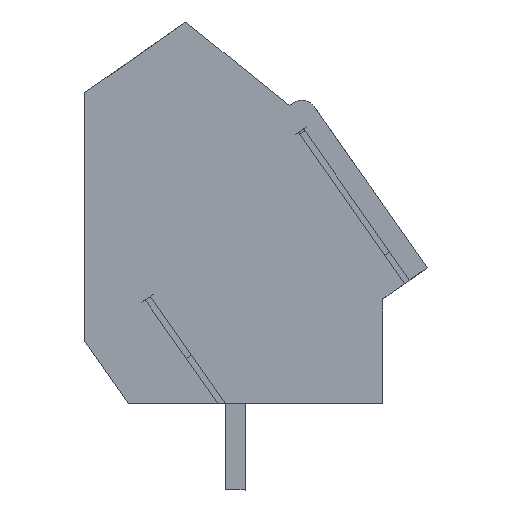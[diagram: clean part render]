
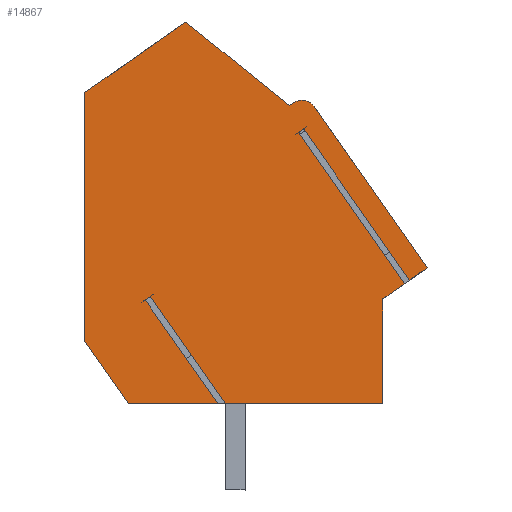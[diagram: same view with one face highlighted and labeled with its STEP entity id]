
A CAD part, left-side view. The second image highlights one B-rep face of the part: STEP entity #14867.
In plain terms, the highlighted planar face has unit normal (-1, 0, 0).
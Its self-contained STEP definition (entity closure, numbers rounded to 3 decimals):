
#14719=AXIS2_PLACEMENT_3D('Plane Axis2P3D',#14716,#14717,#14718) ;
#14739=AXIS2_PLACEMENT_3D('Circle Axis2P3D',#14737,#14738,$) ;
#14716=CARTESIAN_POINT('Axis2P3D Location',(0.,13.9,0.)) ;
#14721=CARTESIAN_POINT('Line Origine',(0.,0.358,8.767)) ;
#14725=CARTESIAN_POINT('Vertex',(0.,0.717,8.516)) ;
#14727=CARTESIAN_POINT('Vertex',(0.,0.,9.018)) ;
#14730=CARTESIAN_POINT('Line Origine',(0.,2.294,12.295)) ;
#14734=CARTESIAN_POINT('Vertex',(0.,4.589,15.572)) ;
#14737=CARTESIAN_POINT('Axis2P3D Location',(0.,5.08,15.227)) ;
#14741=CARTESIAN_POINT('Vertex',(0.,5.424,15.719)) ;
#14744=CARTESIAN_POINT('Line Origine',(0.,5.506,15.662)) ;
#14748=CARTESIAN_POINT('Vertex',(0.,5.588,15.604)) ;
#14751=CARTESIAN_POINT('Line Origine',(0.,7.696,17.302)) ;
#14755=CARTESIAN_POINT('Vertex',(0.,9.804,19.)) ;
#14758=CARTESIAN_POINT('Line Origine',(0.,11.852,17.566)) ;
#14762=CARTESIAN_POINT('Vertex',(0.,13.9,16.132)) ;
#14765=CARTESIAN_POINT('Line Origine',(0.,13.9,11.081)) ;
#14769=CARTESIAN_POINT('Vertex',(0.,13.9,6.03)) ;
#14772=CARTESIAN_POINT('Line Origine',(0.,13.014,4.765)) ;
#14776=CARTESIAN_POINT('Vertex',(0.,12.128,3.5)) ;
#14779=CARTESIAN_POINT('Line Origine',(0.,10.312,3.5)) ;
#14783=CARTESIAN_POINT('Vertex',(0.,8.496,3.5)) ;
#14786=CARTESIAN_POINT('Line Origine',(0.,9.972,5.608)) ;
#14790=CARTESIAN_POINT('Vertex',(0.,11.448,7.716)) ;
#14793=CARTESIAN_POINT('Line Origine',(0.,11.346,7.788)) ;
#14797=CARTESIAN_POINT('Vertex',(0.,11.244,7.859)) ;
#14800=CARTESIAN_POINT('Line Origine',(0.,9.718,5.68)) ;
#14804=CARTESIAN_POINT('Vertex',(0.,8.192,3.5)) ;
#14807=CARTESIAN_POINT('Line Origine',(0.,4.996,3.5)) ;
#14811=CARTESIAN_POINT('Vertex',(0.,1.8,3.5)) ;
#14814=CARTESIAN_POINT('Line Origine',(0.,1.8,5.629)) ;
#14818=CARTESIAN_POINT('Vertex',(0.,1.8,7.758)) ;
#14821=CARTESIAN_POINT('Line Origine',(0.,1.361,8.066)) ;
#14825=CARTESIAN_POINT('Vertex',(0.,0.921,8.373)) ;
#14828=CARTESIAN_POINT('Line Origine',(0.,3.072,11.445)) ;
#14832=CARTESIAN_POINT('Vertex',(0.,5.223,14.517)) ;
#14835=CARTESIAN_POINT('Line Origine',(0.,5.121,14.588)) ;
#14839=CARTESIAN_POINT('Vertex',(0.,5.019,14.66)) ;
#14842=CARTESIAN_POINT('Line Origine',(0.,2.868,11.588)) ;
#14717=DIRECTION('Axis2P3D Direction',(-1.,0.,0.)) ;
#14718=DIRECTION('Axis2P3D XDirection',(0.,-1.,0.)) ;
#14722=DIRECTION('Vector Direction',(0.,0.819,-0.574)) ;
#14731=DIRECTION('Vector Direction',(0.,-0.574,-0.819)) ;
#14738=DIRECTION('Axis2P3D Direction',(-1.,0.,0.)) ;
#14745=DIRECTION('Vector Direction',(0.,-0.819,0.574)) ;
#14752=DIRECTION('Vector Direction',(0.,-0.779,-0.627)) ;
#14759=DIRECTION('Vector Direction',(0.,-0.819,0.574)) ;
#14766=DIRECTION('Vector Direction',(0.,0.,1.)) ;
#14773=DIRECTION('Vector Direction',(0.,0.574,0.819)) ;
#14780=DIRECTION('Vector Direction',(0.,1.,0.)) ;
#14787=DIRECTION('Vector Direction',(0.,-0.574,-0.819)) ;
#14794=DIRECTION('Vector Direction',(0.,0.819,-0.574)) ;
#14801=DIRECTION('Vector Direction',(0.,-0.574,-0.819)) ;
#14808=DIRECTION('Vector Direction',(0.,1.,0.)) ;
#14815=DIRECTION('Vector Direction',(0.,0.,-1.)) ;
#14822=DIRECTION('Vector Direction',(0.,0.819,-0.574)) ;
#14829=DIRECTION('Vector Direction',(0.,-0.574,-0.819)) ;
#14836=DIRECTION('Vector Direction',(0.,0.819,-0.574)) ;
#14843=DIRECTION('Vector Direction',(0.,-0.574,-0.819)) ;
#14723=VECTOR('Line Direction',#14722,1.) ;
#14732=VECTOR('Line Direction',#14731,1.) ;
#14746=VECTOR('Line Direction',#14745,1.) ;
#14753=VECTOR('Line Direction',#14752,1.) ;
#14760=VECTOR('Line Direction',#14759,1.) ;
#14767=VECTOR('Line Direction',#14766,1.) ;
#14774=VECTOR('Line Direction',#14773,1.) ;
#14781=VECTOR('Line Direction',#14780,1.) ;
#14788=VECTOR('Line Direction',#14787,1.) ;
#14795=VECTOR('Line Direction',#14794,1.) ;
#14802=VECTOR('Line Direction',#14801,1.) ;
#14809=VECTOR('Line Direction',#14808,1.) ;
#14816=VECTOR('Line Direction',#14815,1.) ;
#14823=VECTOR('Line Direction',#14822,1.) ;
#14830=VECTOR('Line Direction',#14829,1.) ;
#14837=VECTOR('Line Direction',#14836,1.) ;
#14844=VECTOR('Line Direction',#14843,1.) ;
#14848=ORIENTED_EDGE('',*,*,#14729,.T.) ;
#14849=ORIENTED_EDGE('',*,*,#14736,.T.) ;
#14850=ORIENTED_EDGE('',*,*,#14743,.T.) ;
#14851=ORIENTED_EDGE('',*,*,#14750,.T.) ;
#14852=ORIENTED_EDGE('',*,*,#14757,.T.) ;
#14853=ORIENTED_EDGE('',*,*,#14764,.T.) ;
#14854=ORIENTED_EDGE('',*,*,#14771,.T.) ;
#14855=ORIENTED_EDGE('',*,*,#14778,.T.) ;
#14856=ORIENTED_EDGE('',*,*,#14785,.T.) ;
#14857=ORIENTED_EDGE('',*,*,#14792,.F.) ;
#14858=ORIENTED_EDGE('',*,*,#14799,.F.) ;
#14859=ORIENTED_EDGE('',*,*,#14806,.T.) ;
#14860=ORIENTED_EDGE('',*,*,#14813,.T.) ;
#14861=ORIENTED_EDGE('',*,*,#14820,.T.) ;
#14862=ORIENTED_EDGE('',*,*,#14827,.T.) ;
#14863=ORIENTED_EDGE('',*,*,#14834,.F.) ;
#14864=ORIENTED_EDGE('',*,*,#14841,.F.) ;
#14865=ORIENTED_EDGE('',*,*,#14846,.T.) ;
#14867=ADVANCED_FACE('HOUSING',(#14866),#14720,.T.) ;
#14740=CIRCLE('generated circle',#14739,0.6) ;
#14729=EDGE_CURVE('',#14726,#14728,#14724,.F.) ;
#14736=EDGE_CURVE('',#14728,#14735,#14733,.F.) ;
#14743=EDGE_CURVE('',#14735,#14742,#14740,.T.) ;
#14750=EDGE_CURVE('',#14742,#14749,#14747,.F.) ;
#14757=EDGE_CURVE('',#14749,#14756,#14754,.F.) ;
#14764=EDGE_CURVE('',#14756,#14763,#14761,.F.) ;
#14771=EDGE_CURVE('',#14763,#14770,#14768,.F.) ;
#14778=EDGE_CURVE('',#14770,#14777,#14775,.F.) ;
#14785=EDGE_CURVE('',#14777,#14784,#14782,.F.) ;
#14792=EDGE_CURVE('',#14791,#14784,#14789,.T.) ;
#14799=EDGE_CURVE('',#14798,#14791,#14796,.T.) ;
#14806=EDGE_CURVE('',#14798,#14805,#14803,.T.) ;
#14813=EDGE_CURVE('',#14805,#14812,#14810,.F.) ;
#14820=EDGE_CURVE('',#14812,#14819,#14817,.F.) ;
#14827=EDGE_CURVE('',#14819,#14826,#14824,.F.) ;
#14834=EDGE_CURVE('',#14833,#14826,#14831,.T.) ;
#14841=EDGE_CURVE('',#14840,#14833,#14838,.T.) ;
#14846=EDGE_CURVE('',#14840,#14726,#14845,.T.) ;
#14847=EDGE_LOOP('',(#14848,#14849,#14850,#14851,#14852,#14853,#14854,#14855,#14856,#14857,#14858,#14859,#14860,#14861,#14862,#14863,#14864,#14865)) ;
#14866=FACE_OUTER_BOUND('',#14847,.T.) ;
#14724=LINE('Line',#14721,#14723) ;
#14733=LINE('Line',#14730,#14732) ;
#14747=LINE('Line',#14744,#14746) ;
#14754=LINE('Line',#14751,#14753) ;
#14761=LINE('Line',#14758,#14760) ;
#14768=LINE('Line',#14765,#14767) ;
#14775=LINE('Line',#14772,#14774) ;
#14782=LINE('Line',#14779,#14781) ;
#14789=LINE('Line',#14786,#14788) ;
#14796=LINE('Line',#14793,#14795) ;
#14803=LINE('Line',#14800,#14802) ;
#14810=LINE('Line',#14807,#14809) ;
#14817=LINE('Line',#14814,#14816) ;
#14824=LINE('Line',#14821,#14823) ;
#14831=LINE('Line',#14828,#14830) ;
#14838=LINE('Line',#14835,#14837) ;
#14845=LINE('Line',#14842,#14844) ;
#14720=PLANE('',#14719) ;
#14726=VERTEX_POINT('',#14725) ;
#14728=VERTEX_POINT('',#14727) ;
#14735=VERTEX_POINT('',#14734) ;
#14742=VERTEX_POINT('',#14741) ;
#14749=VERTEX_POINT('',#14748) ;
#14756=VERTEX_POINT('',#14755) ;
#14763=VERTEX_POINT('',#14762) ;
#14770=VERTEX_POINT('',#14769) ;
#14777=VERTEX_POINT('',#14776) ;
#14784=VERTEX_POINT('',#14783) ;
#14791=VERTEX_POINT('',#14790) ;
#14798=VERTEX_POINT('',#14797) ;
#14805=VERTEX_POINT('',#14804) ;
#14812=VERTEX_POINT('',#14811) ;
#14819=VERTEX_POINT('',#14818) ;
#14826=VERTEX_POINT('',#14825) ;
#14833=VERTEX_POINT('',#14832) ;
#14840=VERTEX_POINT('',#14839) ;
